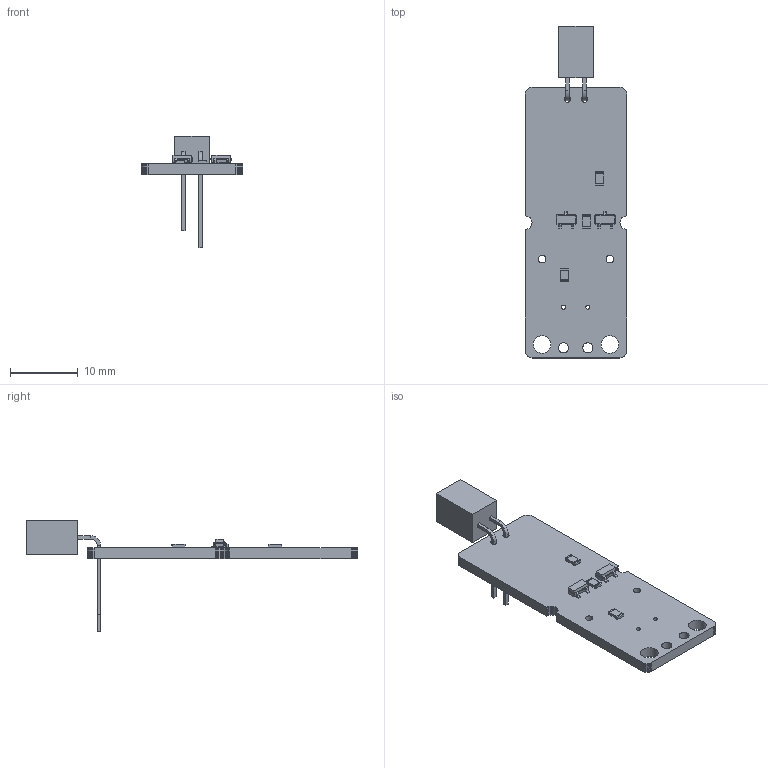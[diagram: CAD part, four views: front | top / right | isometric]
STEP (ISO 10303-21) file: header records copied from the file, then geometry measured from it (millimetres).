
FILE_DESCRIPTION(('KiCad electronic assembly'),'2;1');
FILE_NAME('InstrumentVisor.step','2023-12-28T20:44:20',('Pcbnew'),( 'Kicad'),'Open CASCADE STEP processor 7.7','KiCad to STEP converter' ,'Unknown');
FILE_SCHEMA(('AUTOMOTIVE_DESIGN { 1 0 10303 214 1 1 1 1 }'));
Length unit declared in the file: millimetre
Products named in the file (8): InstrumentVisor 1; DashLED; SOLID; R_0805_2012Metric; SOT-23; InstrumentVisor PCB
Assembly tree (10 placements, depth 3):
  InstrumentVisor 1
    DashLED
      SOLID
    R_0805_2012Metric  x3
      SOLID
    SOT-23  x2
      SOLID
    InstrumentVisor PCB
Bounding box: 15 x 49.06 x 16.51 mm (x, y, z)
Volume: 1141.3 mm3; surface area: 1731.6 mm2
Topology: 7 solids, 7 shells, 344 faces, 872 edges, 544 vertices
Faces by surface type: plane 228, cylinder 62, bspline 54
Full cylindrical faces by diameter (mm): 0.6 x2, 0.9 x2, 1.1 x2, 1.5 x2, 2.6 x2
Entity records: 14928 total; most frequent: CARTESIAN_POINT 2743, DIRECTION 2008, LINE 1448, VECTOR 1448, ORIENTED_EDGE 1112, PCURVE 1112, DEFINITIONAL_REPRESENTATION 1112, EDGE_CURVE 556
